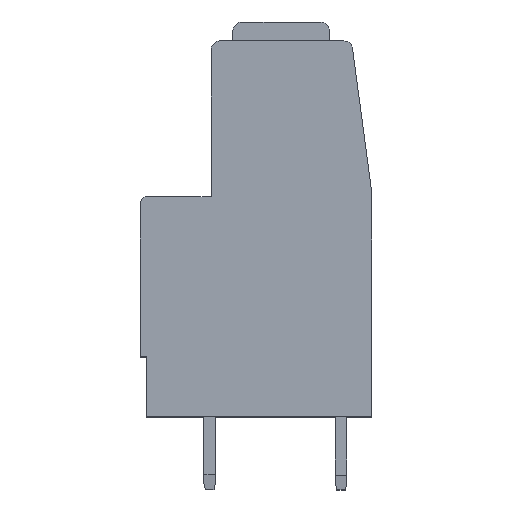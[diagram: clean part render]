
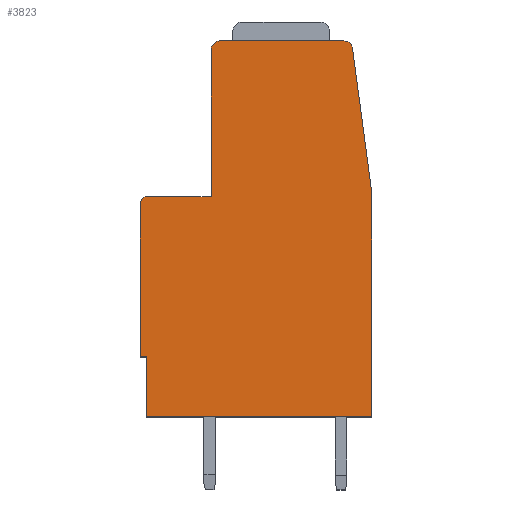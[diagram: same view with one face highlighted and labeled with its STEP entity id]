
A CAD part, top view. The second image highlights one B-rep face of the part: STEP entity #3823.
In plain terms, the highlighted planar face has unit normal (0, 0, 1).
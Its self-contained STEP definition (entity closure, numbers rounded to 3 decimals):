
#146=LINE('',#5552,#624);
#168=LINE('',#5612,#646);
#171=LINE('',#5618,#649);
#183=LINE('',#5646,#661);
#199=LINE('',#5682,#677);
#215=LINE('',#5713,#693);
#217=LINE('',#5717,#695);
#218=LINE('',#5718,#696);
#219=LINE('',#5720,#697);
#624=VECTOR('',#4484,1000.);
#646=VECTOR('',#4526,1000.);
#649=VECTOR('',#4531,1000.);
#661=VECTOR('',#4559,1000.);
#677=VECTOR('',#4583,1000.);
#693=VECTOR('',#4613,1000.);
#695=VECTOR('',#4617,1000.);
#696=VECTOR('',#4618,1000.);
#697=VECTOR('',#4619,1000.);
#1322=ORIENTED_EDGE('',*,*,#2247,.T.);
#1323=ORIENTED_EDGE('',*,*,#2244,.T.);
#1324=ORIENTED_EDGE('',*,*,#2241,.T.);
#1325=ORIENTED_EDGE('',*,*,#2238,.T.);
#1326=ORIENTED_EDGE('',*,*,#2211,.T.);
#1327=ORIENTED_EDGE('',*,*,#2294,.T.);
#1328=ORIENTED_EDGE('',*,*,#2292,.T.);
#1329=ORIENTED_EDGE('',*,*,#2295,.T.);
#1330=ORIENTED_EDGE('',*,*,#2296,.T.);
#1331=ORIENTED_EDGE('',*,*,#2276,.T.);
#1332=ORIENTED_EDGE('',*,*,#2273,.T.);
#1333=ORIENTED_EDGE('',*,*,#2258,.T.);
#2211=EDGE_CURVE('',#2726,#2729,#146,.T.);
#2238=EDGE_CURVE('',#2754,#2726,#3039,.T.);
#2241=EDGE_CURVE('',#2756,#2754,#168,.T.);
#2244=EDGE_CURVE('',#2758,#2756,#171,.T.);
#2247=EDGE_CURVE('',#2760,#2758,#3041,.T.);
#2258=EDGE_CURVE('',#2766,#2760,#183,.T.);
#2273=EDGE_CURVE('',#2780,#2766,#3043,.T.);
#2276=EDGE_CURVE('',#2782,#2780,#199,.T.);
#2292=EDGE_CURVE('',#2792,#2791,#215,.T.);
#2294=EDGE_CURVE('',#2729,#2792,#217,.T.);
#2295=EDGE_CURVE('',#2791,#2793,#218,.T.);
#2296=EDGE_CURVE('',#2793,#2782,#219,.T.);
#2726=VERTEX_POINT('',#5546);
#2729=VERTEX_POINT('',#5551);
#2754=VERTEX_POINT('',#5603);
#2756=VERTEX_POINT('',#5609);
#2758=VERTEX_POINT('',#5615);
#2760=VERTEX_POINT('',#5621);
#2766=VERTEX_POINT('',#5643);
#2780=VERTEX_POINT('',#5673);
#2782=VERTEX_POINT('',#5679);
#2791=VERTEX_POINT('',#5712);
#2792=VERTEX_POINT('',#5714);
#2793=VERTEX_POINT('',#5719);
#3039=CIRCLE('',#4059,0.5);
#3041=CIRCLE('',#4064,0.6);
#3043=CIRCLE('',#4072,0.6);
#3151=EDGE_LOOP('',(#1322,#1323,#1324,#1325,#1326,#1327,#1328,#1329,#1330,
#1331,#1332,#1333));
#3401=FACE_BOUND('',#3151,.T.);
#3625=PLANE('',#4081);
#3823=ADVANCED_FACE('',(#3401),#3625,.T.);
#4059=AXIS2_PLACEMENT_3D('',#5606,#4520,#4521);
#4064=AXIS2_PLACEMENT_3D('',#5624,#4537,#4538);
#4072=AXIS2_PLACEMENT_3D('',#5676,#4577,#4578);
#4081=AXIS2_PLACEMENT_3D('',#5716,#4615,#4616);
#4484=DIRECTION('',(0.,-1.,0.));
#4520=DIRECTION('',(0.,0.,1.));
#4521=DIRECTION('',(1.,0.,0.));
#4526=DIRECTION('',(-1.,0.,0.));
#4531=DIRECTION('',(0.,-1.,0.));
#4537=DIRECTION('',(0.,0.,1.));
#4538=DIRECTION('',(1.,0.,0.));
#4559=DIRECTION('',(-1.,0.,0.));
#4577=DIRECTION('',(0.,0.,1.));
#4578=DIRECTION('',(1.,0.,0.));
#4583=DIRECTION('',(-0.132,0.991,0.));
#4613=DIRECTION('',(0.,-1.,0.));
#4615=DIRECTION('',(0.,0.,1.));
#4616=DIRECTION('',(1.,0.,0.));
#4617=DIRECTION('',(1.,0.,0.));
#4618=DIRECTION('',(1.,0.,0.));
#4619=DIRECTION('',(0.,1.,0.));
#5546=CARTESIAN_POINT('',(-23.85,26.2,22.225));
#5551=CARTESIAN_POINT('',(-23.85,15.75,22.225));
#5552=CARTESIAN_POINT('',(-23.85,15.75,22.225));
#5603=CARTESIAN_POINT('',(-23.35,26.7,22.225));
#5606=CARTESIAN_POINT('',(-23.35,26.2,22.225));
#5609=CARTESIAN_POINT('',(-19.,26.7,22.225));
#5612=CARTESIAN_POINT('',(-19.,26.7,22.225));
#5615=CARTESIAN_POINT('',(-19.,36.75,22.225));
#5618=CARTESIAN_POINT('',(-19.,36.75,22.225));
#5621=CARTESIAN_POINT('',(-18.4,37.35,22.225));
#5624=CARTESIAN_POINT('',(-18.4,36.75,22.225));
#5643=CARTESIAN_POINT('',(-9.912,37.35,22.225));
#5646=CARTESIAN_POINT('',(-9.912,37.35,22.225));
#5673=CARTESIAN_POINT('',(-9.317,36.829,22.225));
#5676=CARTESIAN_POINT('',(-9.912,36.75,22.225));
#5679=CARTESIAN_POINT('',(-8.,26.95,22.225));
#5682=CARTESIAN_POINT('',(-9.317,36.829,22.225));
#5712=CARTESIAN_POINT('',(-23.4,11.65,22.225));
#5713=CARTESIAN_POINT('',(-23.4,11.65,22.225));
#5714=CARTESIAN_POINT('',(-23.4,15.75,22.225));
#5716=CARTESIAN_POINT('',(-18.4,36.75,22.225));
#5717=CARTESIAN_POINT('',(-23.4,15.75,22.225));
#5718=CARTESIAN_POINT('',(-8.,11.65,22.225));
#5719=CARTESIAN_POINT('',(-8.,11.65,22.225));
#5720=CARTESIAN_POINT('',(-8.,26.95,22.225));
